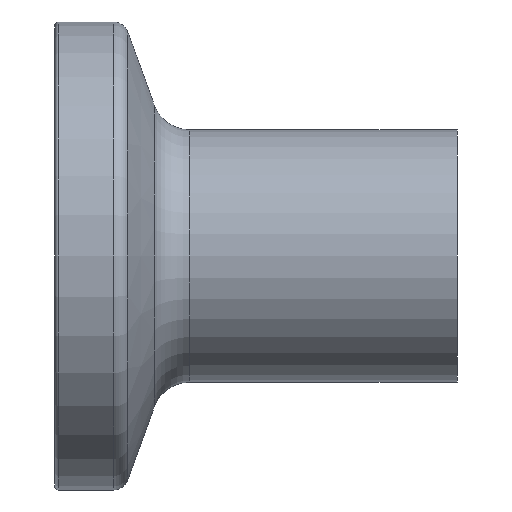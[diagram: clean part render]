
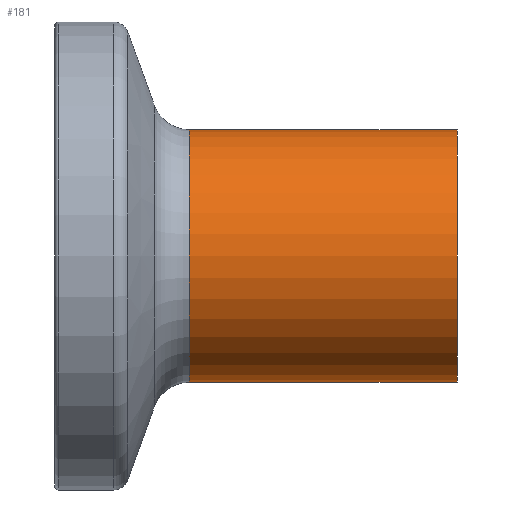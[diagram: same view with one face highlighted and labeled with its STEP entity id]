
A CAD part, front view. The second image highlights one B-rep face of the part: STEP entity #181.
In plain terms, the highlighted cylindrical face has radius 6.75 mm (diameter 13.5 mm), a partial arc.
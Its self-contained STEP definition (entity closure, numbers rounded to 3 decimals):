
#36 = CARTESIAN_POINT ( 'NONE',  ( 7.193, 0., 0. ) ) ;
#54 = DIRECTION ( 'NONE',  ( -1., 0., 0. ) ) ;
#181 = ADVANCED_FACE ( 'NONE', ( #262 ), #739, .T. ) ;
#223 = CARTESIAN_POINT ( 'NONE',  ( 7.193, 0., 6.75 ) ) ;
#252 = VERTEX_POINT ( 'NONE', #223 ) ;
#262 = FACE_OUTER_BOUND ( 'NONE', #338, .T. ) ;
#275 = LINE ( 'NONE', #575, #717 ) ;
#276 = AXIS2_PLACEMENT_3D ( 'NONE', #401, #54, #479 ) ;
#287 = LINE ( 'NONE', #580, #618 ) ;
#291 = CIRCLE ( 'NONE', #276, 6.75 ) ;
#338 = EDGE_LOOP ( 'NONE', ( #563, #702, #467, #377 ) ) ;
#340 = CIRCLE ( 'NONE', #443, 6.75 ) ;
#351 = AXIS2_PLACEMENT_3D ( 'NONE', #736, #695, #403 ) ;
#365 = VERTEX_POINT ( 'NONE', #514 ) ;
#377 = ORIENTED_EDGE ( 'NONE', *, *, #664, .F. ) ;
#391 = CARTESIAN_POINT ( 'NONE',  ( 21.5, 0., 6.75 ) ) ;
#401 = CARTESIAN_POINT ( 'NONE',  ( 21.5, 0., 0. ) ) ;
#402 = EDGE_CURVE ( 'NONE', #365, #689, #287, .T. ) ;
#403 = DIRECTION ( 'NONE',  ( 0., 0., 1. ) ) ;
#443 = AXIS2_PLACEMENT_3D ( 'NONE', #36, #629, #501 ) ;
#467 = ORIENTED_EDGE ( 'NONE', *, *, #490, .T. ) ;
#479 = DIRECTION ( 'NONE',  ( 0., 0., 1. ) ) ;
#490 = EDGE_CURVE ( 'NONE', #611, #252, #275, .T. ) ;
#499 = EDGE_CURVE ( 'NONE', #365, #611, #291, .T. ) ;
#501 = DIRECTION ( 'NONE',  ( 0., 0., 1. ) ) ;
#514 = CARTESIAN_POINT ( 'NONE',  ( 21.5, 0., -6.75 ) ) ;
#563 = ORIENTED_EDGE ( 'NONE', *, *, #402, .F. ) ;
#575 = CARTESIAN_POINT ( 'NONE',  ( 0., 0., 6.75 ) ) ;
#580 = CARTESIAN_POINT ( 'NONE',  ( 0., 0., -6.75 ) ) ;
#584 = DIRECTION ( 'NONE',  ( -1., 0., 0. ) ) ;
#611 = VERTEX_POINT ( 'NONE', #391 ) ;
#618 = VECTOR ( 'NONE', #584, 1000. ) ;
#629 = DIRECTION ( 'NONE',  ( -1., 0., 0. ) ) ;
#664 = EDGE_CURVE ( 'NONE', #689, #252, #340, .T. ) ;
#689 = VERTEX_POINT ( 'NONE', #692 ) ;
#692 = CARTESIAN_POINT ( 'NONE',  ( 7.193, 0., -6.75 ) ) ;
#693 = DIRECTION ( 'NONE',  ( -1., 0., 0. ) ) ;
#695 = DIRECTION ( 'NONE',  ( -1., 0., 0. ) ) ;
#702 = ORIENTED_EDGE ( 'NONE', *, *, #499, .T. ) ;
#717 = VECTOR ( 'NONE', #693, 1000. ) ;
#736 = CARTESIAN_POINT ( 'NONE',  ( 0., 0., 0. ) ) ;
#739 = CYLINDRICAL_SURFACE ( 'NONE', #351, 6.75 ) ;
